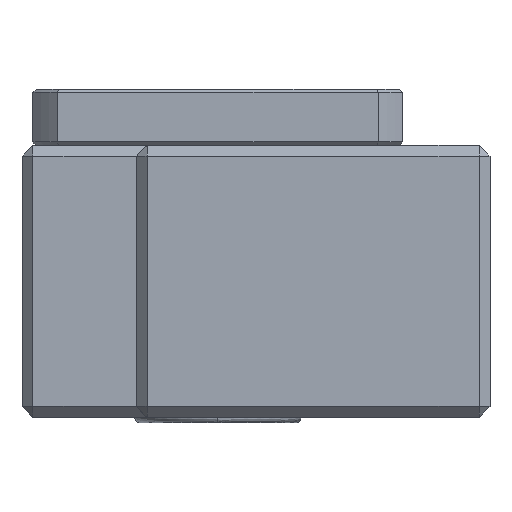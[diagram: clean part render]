
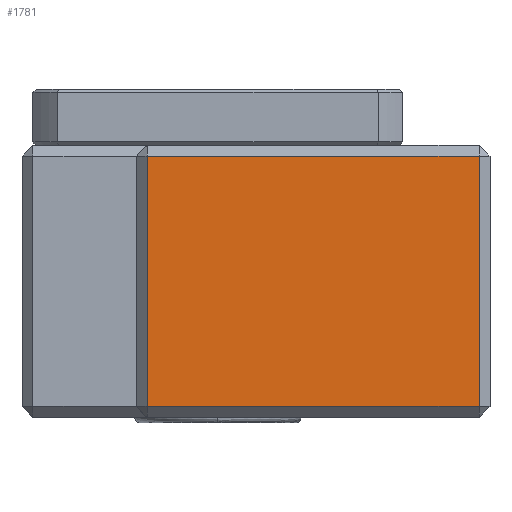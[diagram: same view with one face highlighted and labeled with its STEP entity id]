
A CAD part, left-side view. The second image highlights one B-rep face of the part: STEP entity #1781.
In plain terms, the highlighted planar face has unit normal (-1, 0, 0).
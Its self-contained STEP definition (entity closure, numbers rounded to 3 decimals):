
#36 = LINE ( 'NONE', #12909, #6142 ) ;
#187 = VECTOR ( 'NONE', #6620, 1000. ) ;
#790 = VERTEX_POINT ( 'NONE', #9499 ) ;
#1077 = VERTEX_POINT ( 'NONE', #12689 ) ;
#1232 = VERTEX_POINT ( 'NONE', #12300 ) ;
#1781 = ADVANCED_FACE ( 'NONE', ( #12165 ), #6950, .F. ) ;
#3213 = LINE ( 'NONE', #7673, #187 ) ;
#3243 = EDGE_LOOP ( 'NONE', ( #8180, #8270, #8286, #8328 ) ) ;
#5008 = VERTEX_POINT ( 'NONE', #10799 ) ;
#5644 = LINE ( 'NONE', #6987, #11823 ) ;
#6142 = VECTOR ( 'NONE', #9353, 1000. ) ;
#6620 = DIRECTION ( 'NONE',  ( 0., 0., 1. ) ) ;
#6922 = DIRECTION ( 'NONE',  ( 0., 1., 0. ) ) ;
#6929 = DIRECTION ( 'NONE',  ( 1., 0., 0. ) ) ;
#6950 = PLANE ( 'NONE',  #9787 ) ;
#6987 = CARTESIAN_POINT ( 'NONE',  ( -30., 1., 12.5 ) ) ;
#7007 = CARTESIAN_POINT ( 'NONE',  ( -30., 32.5, 12.5 ) ) ;
#7530 = EDGE_CURVE ( 'NONE', #5008, #1077, #5644, .T. ) ;
#7673 = CARTESIAN_POINT ( 'NONE',  ( -30., 31.5, 12.5 ) ) ;
#8180 = ORIENTED_EDGE ( 'NONE', *, *, #7530, .F. ) ;
#8270 = ORIENTED_EDGE ( 'NONE', *, *, #8446, .F. ) ;
#8286 = ORIENTED_EDGE ( 'NONE', *, *, #12884, .F. ) ;
#8328 = ORIENTED_EDGE ( 'NONE', *, *, #10399, .T. ) ;
#8446 = EDGE_CURVE ( 'NONE', #1232, #5008, #11627, .T. ) ;
#8695 = VECTOR ( 'NONE', #9425, 1000. ) ;
#9353 = DIRECTION ( 'NONE',  ( 0., -1., 0. ) ) ;
#9425 = DIRECTION ( 'NONE',  ( 0., -1., 0. ) ) ;
#9499 = CARTESIAN_POINT ( 'NONE',  ( -30., 31.5, -11.5 ) ) ;
#9787 = AXIS2_PLACEMENT_3D ( 'NONE', #7007, #6929, #6922 ) ;
#10399 = EDGE_CURVE ( 'NONE', #790, #1077, #36, .T. ) ;
#10799 = CARTESIAN_POINT ( 'NONE',  ( -30., 1., 11.5 ) ) ;
#11319 = DIRECTION ( 'NONE',  ( 0., 0., -1. ) ) ;
#11627 = LINE ( 'NONE', #12648, #8695 ) ;
#11823 = VECTOR ( 'NONE', #11319, 1000. ) ;
#12165 = FACE_OUTER_BOUND ( 'NONE', #3243, .T. ) ;
#12300 = CARTESIAN_POINT ( 'NONE',  ( -30., 31.5, 11.5 ) ) ;
#12648 = CARTESIAN_POINT ( 'NONE',  ( -30., 32.5, 11.5 ) ) ;
#12689 = CARTESIAN_POINT ( 'NONE',  ( -30., 1., -11.5 ) ) ;
#12884 = EDGE_CURVE ( 'NONE', #790, #1232, #3213, .T. ) ;
#12909 = CARTESIAN_POINT ( 'NONE',  ( -30., 32.5, -11.5 ) ) ;
